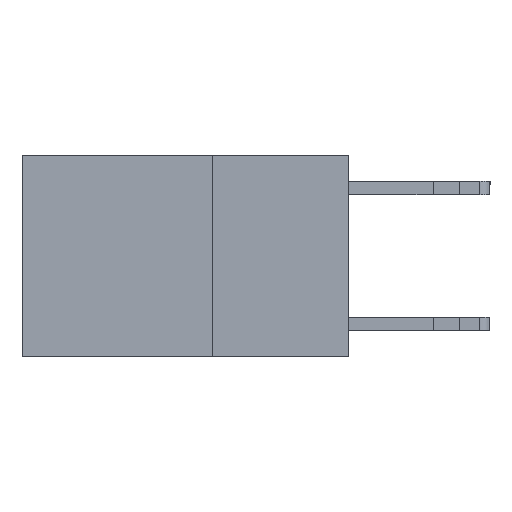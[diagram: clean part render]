
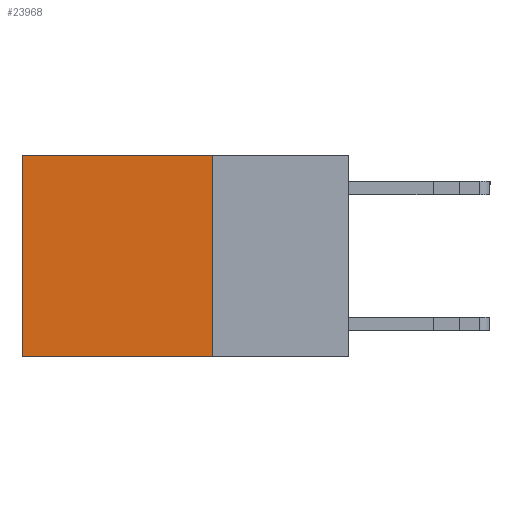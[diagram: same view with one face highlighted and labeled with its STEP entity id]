
A CAD part, left-side view. The second image highlights one B-rep face of the part: STEP entity #23968.
In plain terms, the highlighted planar face has unit normal (-1, 0, 0).
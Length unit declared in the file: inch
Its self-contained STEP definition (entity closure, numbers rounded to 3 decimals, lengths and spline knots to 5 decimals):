
#1062 = DIRECTION ( 'NONE',  ( 0., 1., 0. ) ) ;
#1504 = LINE ( 'NONE', #9137, #15689 ) ;
#1871 = VECTOR ( 'NONE', #18289, 39.37008 ) ;
#1925 = EDGE_CURVE ( 'NONE', #13866, #17414, #22312, .T. ) ;
#1964 = EDGE_CURVE ( 'NONE', #13866, #6223, #24075, .T. ) ;
#1975 = VECTOR ( 'NONE', #10858, 39.37008 ) ;
#2801 = EDGE_LOOP ( 'NONE', ( #10961, #19744, #12427, #10216 ) ) ;
#2912 = AXIS2_PLACEMENT_3D ( 'NONE', #14471, #14342, #16118 ) ;
#4938 = CARTESIAN_POINT ( 'NONE',  ( 0.2625, 0.25, -0.37 ) ) ;
#5149 = VECTOR ( 'NONE', #1062, 39.37008 ) ;
#5310 = EDGE_CURVE ( 'NONE', #17414, #18452, #1504, .T. ) ;
#6223 = VERTEX_POINT ( 'NONE', #6844 ) ;
#6700 = CARTESIAN_POINT ( 'NONE',  ( 0.2625, 0.25, 0. ) ) ;
#6796 = PLANE ( 'NONE',  #2912 ) ;
#6844 = CARTESIAN_POINT ( 'NONE',  ( 0.2625, 0.25, -0.37 ) ) ;
#9044 = CARTESIAN_POINT ( 'NONE',  ( 0.2625, 0.6, 0. ) ) ;
#9137 = CARTESIAN_POINT ( 'NONE',  ( 0.2625, 0.6, 0. ) ) ;
#10216 = ORIENTED_EDGE ( 'NONE', *, *, #1925, .T. ) ;
#10858 = DIRECTION ( 'NONE',  ( 0., 0., -1. ) ) ;
#10961 = ORIENTED_EDGE ( 'NONE', *, *, #5310, .T. ) ;
#11969 = CARTESIAN_POINT ( 'NONE',  ( 0.2625, 0.6, -0.37 ) ) ;
#12427 = ORIENTED_EDGE ( 'NONE', *, *, #1964, .F. ) ;
#13356 = EDGE_CURVE ( 'NONE', #6223, #18452, #18660, .T. ) ;
#13866 = VERTEX_POINT ( 'NONE', #24280 ) ;
#14342 = DIRECTION ( 'NONE',  ( 1., 0., 0. ) ) ;
#14471 = CARTESIAN_POINT ( 'NONE',  ( 0.2625, 0.25, 0. ) ) ;
#15689 = VECTOR ( 'NONE', #20859, 39.37008 ) ;
#16118 = DIRECTION ( 'NONE',  ( 0., 0., -1. ) ) ;
#17414 = VERTEX_POINT ( 'NONE', #9044 ) ;
#18289 = DIRECTION ( 'NONE',  ( 0., 1., 0. ) ) ;
#18452 = VERTEX_POINT ( 'NONE', #11969 ) ;
#18660 = LINE ( 'NONE', #4938, #1871 ) ;
#19744 = ORIENTED_EDGE ( 'NONE', *, *, #13356, .F. ) ;
#20418 = CARTESIAN_POINT ( 'NONE',  ( 0.2625, 0.25, 0. ) ) ;
#20512 = FACE_OUTER_BOUND ( 'NONE', #2801, .T. ) ;
#20859 = DIRECTION ( 'NONE',  ( 0., 0., -1. ) ) ;
#22312 = LINE ( 'NONE', #20418, #5149 ) ;
#23968 = ADVANCED_FACE ( 'NONE', ( #20512 ), #6796, .F. ) ;
#24075 = LINE ( 'NONE', #6700, #1975 ) ;
#24280 = CARTESIAN_POINT ( 'NONE',  ( 0.2625, 0.25, 0. ) ) ;
